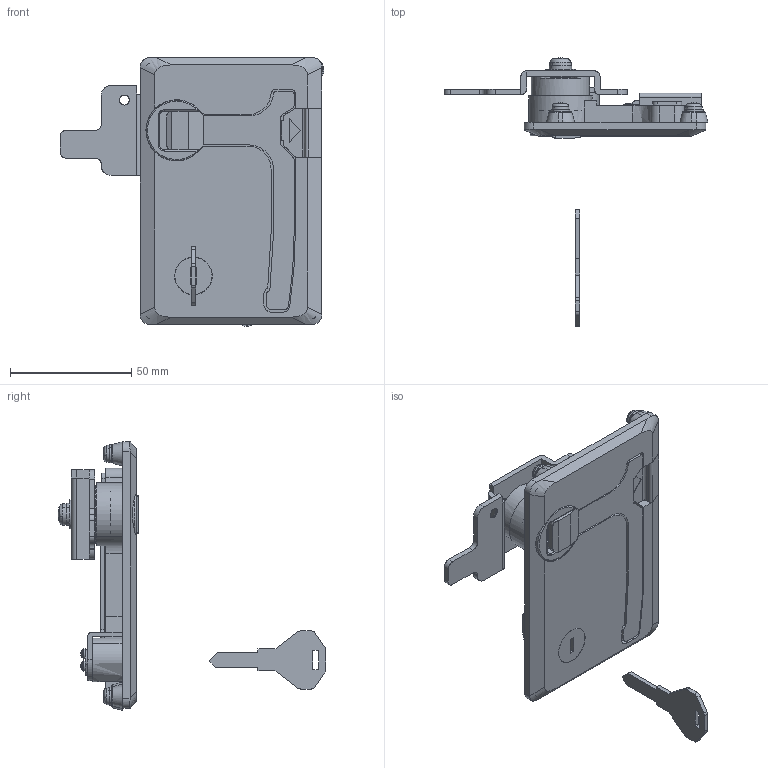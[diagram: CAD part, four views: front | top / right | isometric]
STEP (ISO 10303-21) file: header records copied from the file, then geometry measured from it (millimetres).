
FILE_DESCRIPTION((''),'2;1');
FILE_NAME('','2006-01-17T11:42:56',(''),(''),'','CADfix','');
FILE_SCHEMA(('AUTOMOTIVE_DESIGN'));
Length unit declared in the file: millimetre
Products named in the file (15): screw_C; screw_A; bracket; shaft_2; shaft_1; screw_B; lock cam; latch; key; handle; cover; cap; cam; base; THA_450_1K_No2200_2269_36
Assembly tree (21 placements, depth 2):
  THA_450_1K_No2200_2269_36
    screw_C  x2
    screw_A  x4
    bracket  x4
    shaft_2
    shaft_1
    screw_B
    lock cam
    latch
    key
    handle
    cover
    cap
    cam
    base
Bounding box: 108.8 x 110.42 x 110.8 mm (x, y, z)
Volume: 63972.3 mm3; surface area: 56665 mm2
Topology: 21 solids, 21 shells, 851 faces, 2702 edges, 1936 vertices
Faces by surface type: bspline 851
Entity records: 28520 total; most frequent: CARTESIAN_POINT 15374, ORIENTED_EDGE 4306, EDGE_CURVE 2153, VERTEX_POINT 1535, QUASI_UNIFORM_CURVE 1146, B_SPLINE_CURVE_WITH_KNOTS 983, EDGE_LOOP 736, FACE_OUTER_BOUND 679
